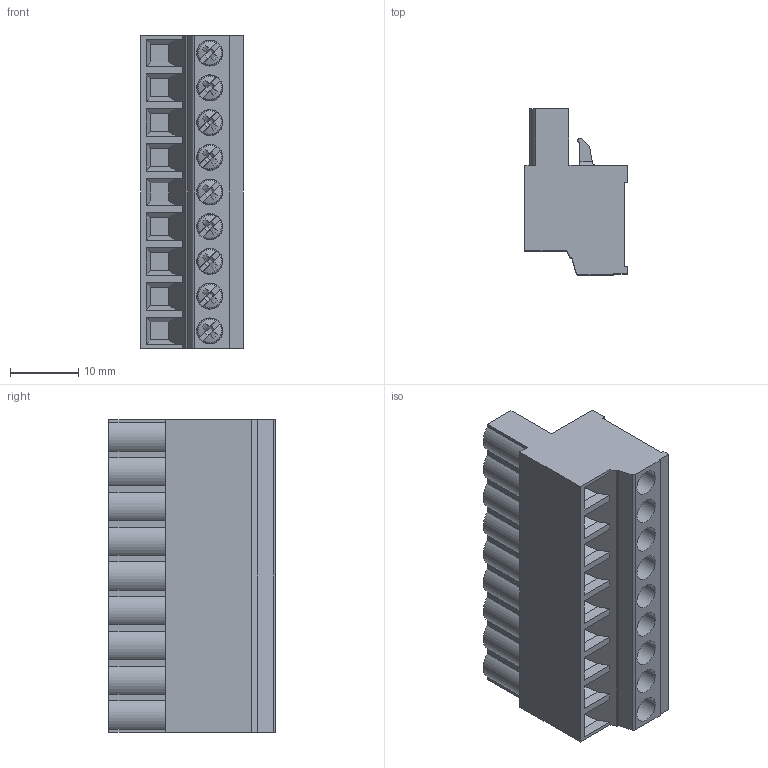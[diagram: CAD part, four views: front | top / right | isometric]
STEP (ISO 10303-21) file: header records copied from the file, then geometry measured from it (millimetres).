
FILE_DESCRIPTION((''),'2;1');
FILE_NAME('11361.1_PBT1200_9_508.stp'),'Autodesk Inventor 11','Autodesk Inventor 11','');
FILE_SCHEMA(('AUTOMOTIVE_DESIGN { 1 0 10303 214 1 1 1 1 }'));
Length unit declared in the file: millimetre
Products named in the file (1): AK_Z_1200
Bounding box: 15 x 24.32 x 45.72 mm (x, y, z)
Volume: 10563.9 mm3; surface area: 5459.9 mm2
Topology: 1 solids, 1 shells, 401 faces, 1029 edges, 650 vertices
Faces by surface type: plane 243, cylinder 82, bspline 58, cone 18
Full cylindrical faces by diameter (mm): 1.6 x9, 3 x9, 3.8 x9
Entity records: 13170 total; most frequent: CARTESIAN_POINT 3884, ORIENTED_EDGE 1932, DIRECTION 1853, EDGE_CURVE 966, AXIS2_PLACEMENT_3D 653, VERTEX_POINT 641, VECTOR 547, LINE 547
